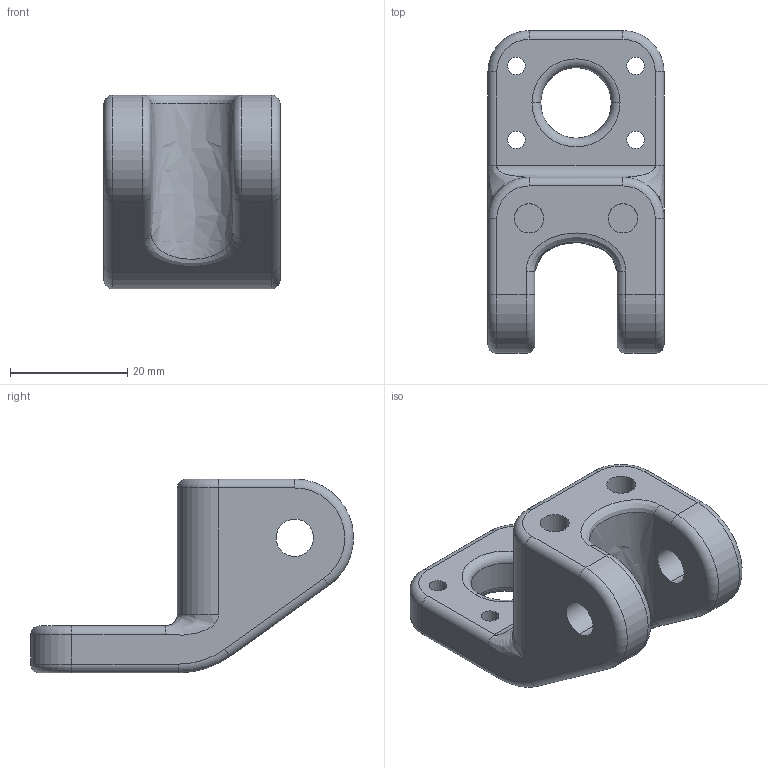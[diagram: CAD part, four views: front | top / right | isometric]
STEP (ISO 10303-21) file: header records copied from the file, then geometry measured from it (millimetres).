
FILE_DESCRIPTION((''),'2;1');
FILE_NAME('RAIL_HOLDER_TIP','2021-07-21T17:05:40',('bjgra'),(''),'CREO PARAMETRIC BY PTC INC, 2020281','CREO PARAMETRIC BY PTC INC, 2020281','');
FILE_SCHEMA(('CONFIG_CONTROL_DESIGN'));
Length unit declared in the file: millimetre
Products named in the file (1): RAIL_HOLDER_TIP
Bounding box: 30 x 54.98 x 33 mm (x, y, z)
Volume: 19788.1 mm3; surface area: 7510.8 mm2
Topology: 1 solids, 1 shells, 74 faces, 174 edges, 104 vertices
Faces by surface type: cylinder 41, torus 16, plane 12, bspline 4, extrusion 1
Entity records: 2979 total; most frequent: CARTESIAN_POINT 1164, DIRECTION 407, ORIENTED_EDGE 348, EDGE_CURVE 174, AXIS2_PLACEMENT_3D 170, VERTEX_POINT 104, CIRCLE 100, EDGE_LOOP 90
